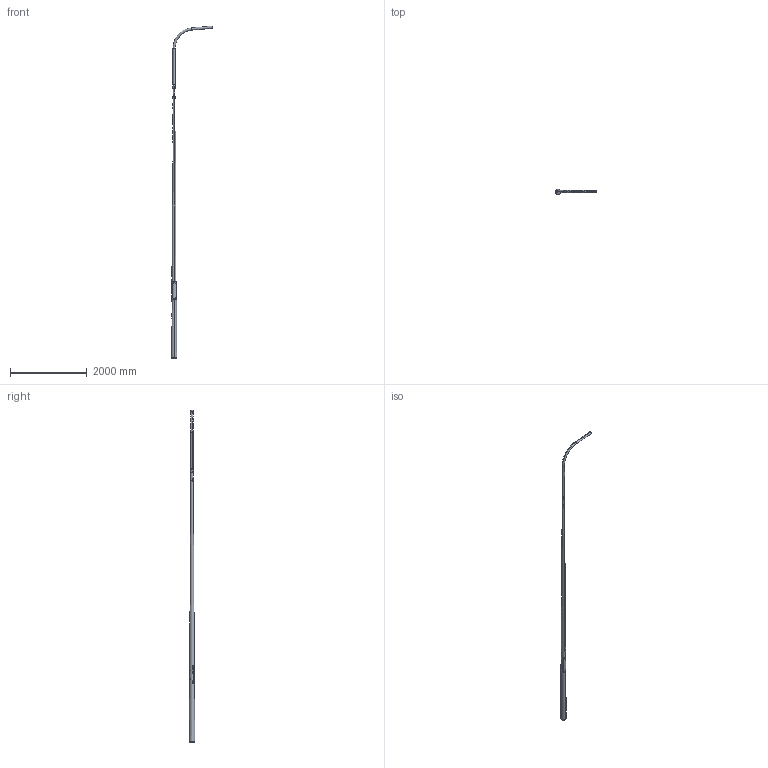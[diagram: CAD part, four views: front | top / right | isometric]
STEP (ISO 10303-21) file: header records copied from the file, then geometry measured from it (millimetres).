
FILE_DESCRIPTION (( 'STEP AP214' ), '1' );
FILE_NAME ('100600KGXS P110B108K 4607845 P-VARTINEN KARTIOPYLVÄS_3D.step', '2022-05-29T18:56:49', ( '' ), ( '' ), 'SwSTEP 2.0', 'SolidWorks 2021', '' );
FILE_SCHEMA (( 'AUTOMOTIVE_DESIGN' ));
Length unit declared in the file: millimetre
Products named in the file (11): VARREN NEOPREN-TIIVISTE_D50X4; KARTIOAIHIO_60-145-3-7100; KARTIORUNKO_B108K; 100600KGXS P110B108K 4607845 P-VARTINEN KARTIOPYLVÄS_3D; P-KARTIOVARSI_P110BK; socket head cap screw_din_DIN 912 M6 x 16 --- 16N; LATTA 5X16X460 KYTKENTÄAUKON VAHVIKE_C 1; KYTKENTÄAUKON LATTARAUTA_LATTA 4X20X100; KYTKENTÄAUKON LUUKKU_60-145-3-7100; PIDÄTINRUUVI DIN 914 - M10_DIN 914 - M10 x 10-N; PIDÄTINRUUVI DIN 914 - M10_DIN 914 - M10 x 16-N
Assembly tree (19 placements, depth 3):
  100600KGXS P110B108K 4607845 P-VARTINEN KARTIOPYLVÄS_3D
    KARTIORUNKO_B108K
      KARTIOAIHIO_60-145-3-7100
      socket head cap screw_din_DIN 912 M6 x 16 --- 16N  x4
      LATTA 5X16X460 KYTKENTÄAUKON VAHVIKE_C 1  x2
      KYTKENTÄAUKON LATTARAUTA_LATTA 4X20X100  x2
      KYTKENTÄAUKON LUUKKU_60-145-3-7100
      PIDÄTINRUUVI DIN 914 - M10_DIN 914 - M10 x 10-N  x5
      PIDÄTINRUUVI DIN 914 - M10_DIN 914 - M10 x 16-N
    P-KARTIOVARSI_P110BK
    VARREN NEOPREN-TIIVISTE_D50X4
Bounding box: 1075.13 x 145 x 8630.04 mm (x, y, z)
Volume: 8014630 mm3; surface area: 5437265.9 mm2
Topology: 19 solids, 19 shells, 343 faces, 805 edges, 492 vertices
Faces by surface type: plane 157, cylinder 85, cone 57, torus 30, bspline 13, sphere 1
Entity records: 8603 total; most frequent: CARTESIAN_POINT 3501, ORIENTED_EDGE 940, DIRECTION 879, EDGE_CURVE 470, AXIS2_PLACEMENT_3D 338, VERTEX_POINT 293, EDGE_LOOP 211, LINE 203
